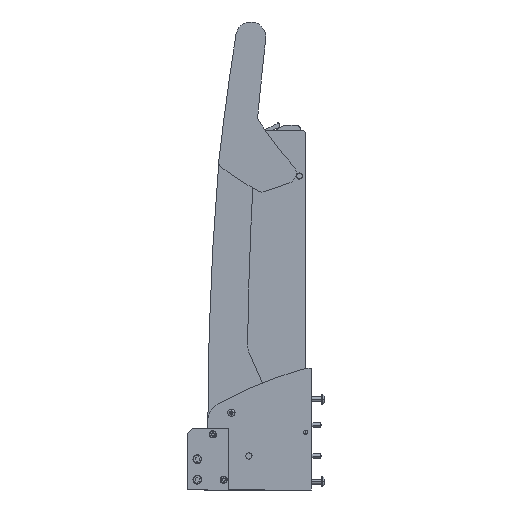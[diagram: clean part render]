
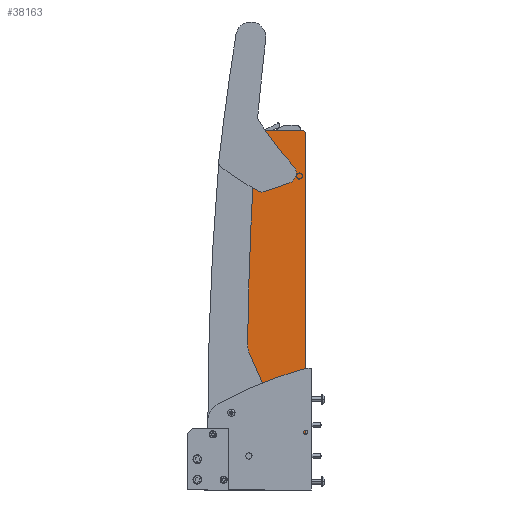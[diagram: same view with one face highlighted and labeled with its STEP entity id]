
A CAD part, left-side view. The second image highlights one B-rep face of the part: STEP entity #38163.
In plain terms, the highlighted face is planar.
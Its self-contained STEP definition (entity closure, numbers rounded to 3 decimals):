
#101 = CARTESIAN_POINT ( 'NONE',  ( 171.5, -36., -5. ) ) ;
#993 = VECTOR ( 'NONE', #3123, 1000. ) ;
#1134 = AXIS2_PLACEMENT_3D ( 'NONE', #11778, #5451, #30750 ) ;
#1471 = VERTEX_POINT ( 'NONE', #39811 ) ;
#2179 = DIRECTION ( 'NONE',  ( 0., 0., -1. ) ) ;
#2807 = CARTESIAN_POINT ( 'NONE',  ( 147.5, 0., -5. ) ) ;
#2863 = VECTOR ( 'NONE', #31853, 1000. ) ;
#2895 = CARTESIAN_POINT ( 'NONE',  ( 167.5, -36., -5. ) ) ;
#3123 = DIRECTION ( 'NONE',  ( 0., 1., 0. ) ) ;
#3803 = EDGE_CURVE ( 'NONE', #25556, #13339, #20982, .T. ) ;
#4394 = CARTESIAN_POINT ( 'NONE',  ( 167.5, -40., -5. ) ) ;
#5060 = CARTESIAN_POINT ( 'NONE',  ( -171.5, 36., -5. ) ) ;
#5309 = DIRECTION ( 'NONE',  ( -1., 0., 0. ) ) ;
#5451 = DIRECTION ( 'NONE',  ( 0., 0., -1. ) ) ;
#6486 = ORIENTED_EDGE ( 'NONE', *, *, #39297, .F. ) ;
#6771 = CIRCLE ( 'NONE', #24282, 4. ) ;
#6993 = EDGE_CURVE ( 'NONE', #13754, #1471, #40330, .T. ) ;
#7207 = CIRCLE ( 'NONE', #12796, 4. ) ;
#8031 = AXIS2_PLACEMENT_3D ( 'NONE', #2895, #33817, #25009 ) ;
#8248 = ORIENTED_EDGE ( 'NONE', *, *, #23186, .T. ) ;
#8407 = CARTESIAN_POINT ( 'NONE',  ( 144.5, 0., -5. ) ) ;
#8701 = CARTESIAN_POINT ( 'NONE',  ( 171.5, 36., -5. ) ) ;
#10069 = DIRECTION ( 'NONE',  ( 1., 0., 0. ) ) ;
#10681 = ORIENTED_EDGE ( 'NONE', *, *, #34214, .F. ) ;
#10853 = LINE ( 'NONE', #22217, #993 ) ;
#11517 = ORIENTED_EDGE ( 'NONE', *, *, #20296, .T. ) ;
#11778 = CARTESIAN_POINT ( 'NONE',  ( 144.5, 0., -5. ) ) ;
#12218 = VERTEX_POINT ( 'NONE', #101 ) ;
#12725 = LINE ( 'NONE', #25933, #2863 ) ;
#12796 = AXIS2_PLACEMENT_3D ( 'NONE', #21105, #36860, #37138 ) ;
#13339 = VERTEX_POINT ( 'NONE', #25420 ) ;
#13754 = VERTEX_POINT ( 'NONE', #2807 ) ;
#13924 = DIRECTION ( 'NONE',  ( -1., 0., 0. ) ) ;
#14247 = VERTEX_POINT ( 'NONE', #39852 ) ;
#16128 = EDGE_CURVE ( 'NONE', #12218, #34620, #31805, .T. ) ;
#16951 = CARTESIAN_POINT ( 'NONE',  ( -167.5, 40., -5. ) ) ;
#17120 = VECTOR ( 'NONE', #10069, 1000. ) ;
#17384 = ORIENTED_EDGE ( 'NONE', *, *, #16128, .T. ) ;
#18219 = DIRECTION ( 'NONE',  ( 0., 0., -1. ) ) ;
#18738 = FACE_BOUND ( 'NONE', #33184, .T. ) ;
#18815 = CARTESIAN_POINT ( 'NONE',  ( -171.5, 40., -5. ) ) ;
#19750 = ORIENTED_EDGE ( 'NONE', *, *, #25538, .F. ) ;
#20296 = EDGE_CURVE ( 'NONE', #25556, #22020, #7207, .T. ) ;
#20736 = CARTESIAN_POINT ( 'NONE',  ( 167.5, 36., -5. ) ) ;
#20867 = PLANE ( 'NONE',  #21026 ) ;
#20982 = LINE ( 'NONE', #23740, #21954 ) ;
#21026 = AXIS2_PLACEMENT_3D ( 'NONE', #18815, #31431, #22666 ) ;
#21105 = CARTESIAN_POINT ( 'NONE',  ( -167.5, 36., -5. ) ) ;
#21383 = CARTESIAN_POINT ( 'NONE',  ( 167.5, 40., -5. ) ) ;
#21954 = VECTOR ( 'NONE', #24152, 1000. ) ;
#22020 = VERTEX_POINT ( 'NONE', #16951 ) ;
#22042 = CARTESIAN_POINT ( 'NONE',  ( -171.5, -40., -5. ) ) ;
#22217 = CARTESIAN_POINT ( 'NONE',  ( 171.5, -40., -5. ) ) ;
#22609 = CIRCLE ( 'NONE', #23438, 3. ) ;
#22666 = DIRECTION ( 'NONE',  ( -1., 0., 0. ) ) ;
#23138 = CIRCLE ( 'NONE', #26569, 4. ) ;
#23186 = EDGE_CURVE ( 'NONE', #14247, #13339, #23138, .T. ) ;
#23438 = AXIS2_PLACEMENT_3D ( 'NONE', #8407, #18219, #33988 ) ;
#23740 = CARTESIAN_POINT ( 'NONE',  ( -171.5, -40., -5. ) ) ;
#24152 = DIRECTION ( 'NONE',  ( 0., -1., 0. ) ) ;
#24282 = AXIS2_PLACEMENT_3D ( 'NONE', #20736, #2179, #5309 ) ;
#25009 = DIRECTION ( 'NONE',  ( -1., 0., 0. ) ) ;
#25273 = ORIENTED_EDGE ( 'NONE', *, *, #3803, .F. ) ;
#25420 = CARTESIAN_POINT ( 'NONE',  ( -171.5, -36., -5. ) ) ;
#25538 = EDGE_CURVE ( 'NONE', #39078, #22020, #12725, .T. ) ;
#25556 = VERTEX_POINT ( 'NONE', #5060 ) ;
#25595 = EDGE_CURVE ( 'NONE', #39078, #26617, #6771, .T. ) ;
#25933 = CARTESIAN_POINT ( 'NONE',  ( -171.5, 40., -5. ) ) ;
#25957 = LINE ( 'NONE', #22042, #17120 ) ;
#26557 = FACE_OUTER_BOUND ( 'NONE', #30247, .T. ) ;
#26569 = AXIS2_PLACEMENT_3D ( 'NONE', #32627, #39188, #13924 ) ;
#26617 = VERTEX_POINT ( 'NONE', #8701 ) ;
#29977 = ORIENTED_EDGE ( 'NONE', *, *, #25595, .T. ) ;
#30247 = EDGE_LOOP ( 'NONE', ( #37927, #17384, #6486, #8248, #25273, #11517, #19750, #29977 ) ) ;
#30750 = DIRECTION ( 'NONE',  ( -1., 0., 0. ) ) ;
#31431 = DIRECTION ( 'NONE',  ( 0., 0., -1. ) ) ;
#31805 = CIRCLE ( 'NONE', #8031, 4. ) ;
#31853 = DIRECTION ( 'NONE',  ( -1., 0., 0. ) ) ;
#32627 = CARTESIAN_POINT ( 'NONE',  ( -167.5, -36., -5. ) ) ;
#33184 = EDGE_LOOP ( 'NONE', ( #10681, #38912 ) ) ;
#33817 = DIRECTION ( 'NONE',  ( 0., 0., -1. ) ) ;
#33895 = EDGE_CURVE ( 'NONE', #12218, #26617, #10853, .T. ) ;
#33988 = DIRECTION ( 'NONE',  ( -1., 0., 0. ) ) ;
#34214 = EDGE_CURVE ( 'NONE', #1471, #13754, #22609, .T. ) ;
#34620 = VERTEX_POINT ( 'NONE', #4394 ) ;
#36860 = DIRECTION ( 'NONE',  ( 0., 0., -1. ) ) ;
#37138 = DIRECTION ( 'NONE',  ( -1., 0., 0. ) ) ;
#37927 = ORIENTED_EDGE ( 'NONE', *, *, #33895, .F. ) ;
#38163 = ADVANCED_FACE ( 'NONE', ( #18738, #26557 ), #20867, .T. ) ;
#38912 = ORIENTED_EDGE ( 'NONE', *, *, #6993, .F. ) ;
#39078 = VERTEX_POINT ( 'NONE', #21383 ) ;
#39188 = DIRECTION ( 'NONE',  ( 0., 0., -1. ) ) ;
#39297 = EDGE_CURVE ( 'NONE', #14247, #34620, #25957, .T. ) ;
#39811 = CARTESIAN_POINT ( 'NONE',  ( 141.5, 0., -5. ) ) ;
#39852 = CARTESIAN_POINT ( 'NONE',  ( -167.5, -40., -5. ) ) ;
#40330 = CIRCLE ( 'NONE', #1134, 3. ) ;
